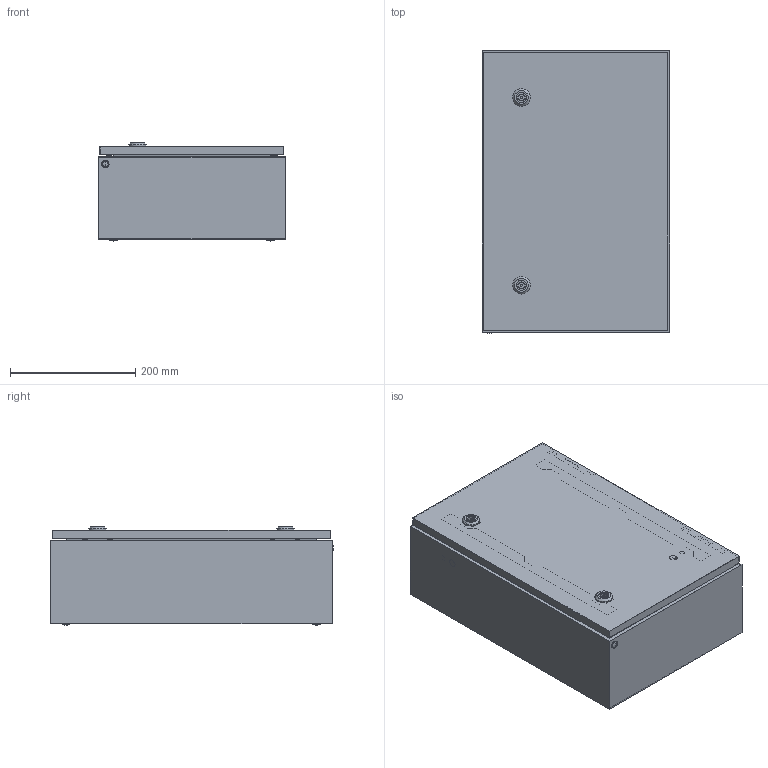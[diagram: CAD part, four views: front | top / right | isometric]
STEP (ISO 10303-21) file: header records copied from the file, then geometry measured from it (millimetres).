
FILE_DESCRIPTION (( 'STEP AP214' ), '1' );
FILE_NAME ('3331-3045-15-17.step', '2023-12-20T12:43:44', ( '' ), ( '' ), 'SwSTEP 2.0', 'SolidWorks 2019', '' );
FILE_SCHEMA (( 'AUTOMOTIVE_DESIGN' ));
Length unit declared in the file: millimetre
Products named in the file (5): Montageplattenbeipack_wg_3045; Korpus_wg_3045-15; 3331-3045-15-17; Montageplatte_wg_0331-3045-00-13; Tuer_wg_3331-3045-00-97
Assembly tree (4 placements, depth 2):
  3331-3045-15-17
    Korpus_wg_3045-15
    Tuer_wg_3331-3045-00-97
    Montageplatte_wg_0331-3045-00-13
    Montageplattenbeipack_wg_3045
Bounding box: 300 x 452 x 156.85 mm (x, y, z)
Volume: 1021597.9 mm3; surface area: 1350757.2 mm2
Topology: 22 solids, 22 shells, 1293 faces, 3312 edges, 2159 vertices
Faces by surface type: plane 723, cylinder 400, cone 132, sphere 18, bspline 16, torus 4
Entity records: 52840 total; most frequent: CARTESIAN_POINT 15985, DIRECTION 6640, ORIENTED_EDGE 6608, EDGE_CURVE 3304, AXIS2_PLACEMENT_3D 2340, VERTEX_POINT 2159, VECTOR 1960, LINE 1960
